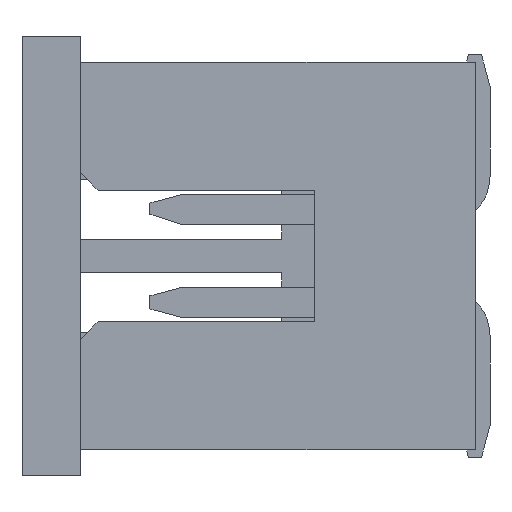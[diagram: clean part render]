
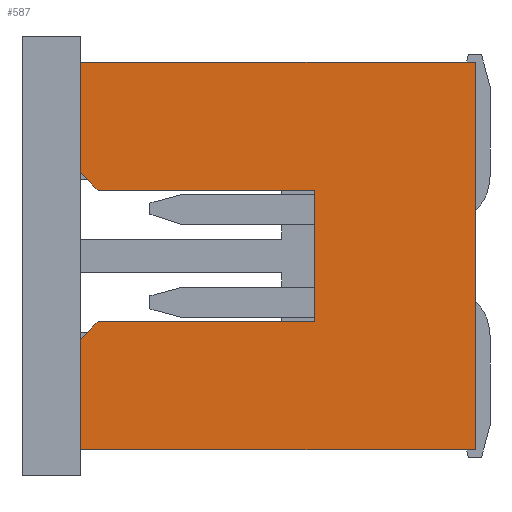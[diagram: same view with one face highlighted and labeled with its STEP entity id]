
A CAD part, left-side view. The second image highlights one B-rep face of the part: STEP entity #587.
In plain terms, the highlighted planar face has unit normal (-1, 0, 0).
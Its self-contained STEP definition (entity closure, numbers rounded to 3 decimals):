
#587 = ADVANCED_FACE( '', ( #1366 ), #1367, .F. );
#1366 = FACE_OUTER_BOUND( '', #2347, .T. );
#1367 = PLANE( '', #2348 );
#2347 = EDGE_LOOP( '', ( #3962, #3963, #3964, #3965, #3966, #3967, #3968, #3969, #3970, #3971 ) );
#2348 = AXIS2_PLACEMENT_3D( '', #3972, #3973, #3974 );
#3962 = ORIENTED_EDGE( '', *, *, #6781, .T. );
#3963 = ORIENTED_EDGE( '', *, *, #6782, .F. );
#3964 = ORIENTED_EDGE( '', *, *, #6783, .F. );
#3965 = ORIENTED_EDGE( '', *, *, #6784, .F. );
#3966 = ORIENTED_EDGE( '', *, *, #6366, .F. );
#3967 = ORIENTED_EDGE( '', *, *, #6785, .F. );
#3968 = ORIENTED_EDGE( '', *, *, #6786, .T. );
#3969 = ORIENTED_EDGE( '', *, *, #6787, .F. );
#3970 = ORIENTED_EDGE( '', *, *, #6788, .F. );
#3971 = ORIENTED_EDGE( '', *, *, #6789, .T. );
#3972 = CARTESIAN_POINT( '', ( -4.765, 5.4, -2.65 ) );
#3973 = DIRECTION( '', ( 1., 0., 0. ) );
#3974 = DIRECTION( '', ( 0., 0., -1. ) );
#6366 = EDGE_CURVE( '', #7759, #7753, #7761, .T. );
#6781 = EDGE_CURVE( '', #8466, #8467, #8468, .T. );
#6782 = EDGE_CURVE( '', #8469, #8467, #8470, .T. );
#6783 = EDGE_CURVE( '', #8471, #8469, #8472, .T. );
#6784 = EDGE_CURVE( '', #7753, #8471, #8473, .T. );
#6785 = EDGE_CURVE( '', #8474, #7759, #8475, .T. );
#6786 = EDGE_CURVE( '', #8474, #8476, #8477, .T. );
#6787 = EDGE_CURVE( '', #8478, #8476, #8479, .T. );
#6788 = EDGE_CURVE( '', #8480, #8478, #8481, .T. );
#6789 = EDGE_CURVE( '', #8480, #8466, #8482, .T. );
#7753 = VERTEX_POINT( '', #9774 );
#7759 = VERTEX_POINT( '', #9783 );
#7761 = LINE( '', #9786, #9787 );
#8466 = VERTEX_POINT( '', #10819 );
#8467 = VERTEX_POINT( '', #10820 );
#8468 = LINE( '', #10821, #10822 );
#8469 = VERTEX_POINT( '', #10823 );
#8470 = LINE( '', #10824, #10825 );
#8471 = VERTEX_POINT( '', #10826 );
#8472 = LINE( '', #10827, #10828 );
#8473 = LINE( '', #10829, #10830 );
#8474 = VERTEX_POINT( '', #10831 );
#8475 = LINE( '', #10832, #10833 );
#8476 = VERTEX_POINT( '', #10834 );
#8477 = LINE( '', #10835, #10836 );
#8478 = VERTEX_POINT( '', #10837 );
#8479 = LINE( '', #10838, #10839 );
#8480 = VERTEX_POINT( '', #10840 );
#8481 = LINE( '', #10841, #10842 );
#8482 = LINE( '', #10843, #10844 );
#9774 = CARTESIAN_POINT( '', ( -4.765, 5.16, 0.9 ) );
#9783 = CARTESIAN_POINT( '', ( -4.765, 2.2, 0.9 ) );
#9786 = CARTESIAN_POINT( '', ( -4.765, 2.2, 0.9 ) );
#9787 = VECTOR( '', #12330, 1000. );
#10819 = CARTESIAN_POINT( '', ( -4.765, 0., -2.65 ) );
#10820 = CARTESIAN_POINT( '', ( -4.765, 0., 2.65 ) );
#10821 = CARTESIAN_POINT( '', ( -4.765, 0., -2.65 ) );
#10822 = VECTOR( '', #12730, 1000. );
#10823 = CARTESIAN_POINT( '', ( -4.765, 5.4, 2.65 ) );
#10824 = CARTESIAN_POINT( '', ( -4.765, 5.4, 2.65 ) );
#10825 = VECTOR( '', #12731, 1000. );
#10826 = CARTESIAN_POINT( '', ( -4.765, 5.4, 1.14 ) );
#10827 = CARTESIAN_POINT( '', ( -4.765, 5.4, -2.65 ) );
#10828 = VECTOR( '', #12732, 1000. );
#10829 = CARTESIAN_POINT( '', ( -4.765, 3.505, -0.755 ) );
#10830 = VECTOR( '', #12733, 1000. );
#10831 = CARTESIAN_POINT( '', ( -4.765, 2.2, -0.9 ) );
#10832 = CARTESIAN_POINT( '', ( -4.765, 2.2, -0.9 ) );
#10833 = VECTOR( '', #12734, 1000. );
#10834 = CARTESIAN_POINT( '', ( -4.765, 5.16, -0.9 ) );
#10835 = CARTESIAN_POINT( '', ( -4.765, 2.2, -0.9 ) );
#10836 = VECTOR( '', #12735, 1000. );
#10837 = CARTESIAN_POINT( '', ( -4.765, 5.4, -1.14 ) );
#10838 = CARTESIAN_POINT( '', ( -4.765, 6.155, -1.895 ) );
#10839 = VECTOR( '', #12736, 1000. );
#10840 = CARTESIAN_POINT( '', ( -4.765, 5.4, -2.65 ) );
#10841 = CARTESIAN_POINT( '', ( -4.765, 5.4, -2.65 ) );
#10842 = VECTOR( '', #12737, 1000. );
#10843 = CARTESIAN_POINT( '', ( -4.765, 5.4, -2.65 ) );
#10844 = VECTOR( '', #12738, 1000. );
#12330 = DIRECTION( '', ( 0., 1., 0. ) );
#12730 = DIRECTION( '', ( 0., 0., 1. ) );
#12731 = DIRECTION( '', ( 0., -1., 0. ) );
#12732 = DIRECTION( '', ( 0., 0., 1. ) );
#12733 = DIRECTION( '', ( 0., 0.707, 0.707 ) );
#12734 = DIRECTION( '', ( 0., 0., 1. ) );
#12735 = DIRECTION( '', ( 0., 1., 0. ) );
#12736 = DIRECTION( '', ( 0., -0.707, 0.707 ) );
#12737 = DIRECTION( '', ( 0., 0., 1. ) );
#12738 = DIRECTION( '', ( 0., -1., 0. ) );
